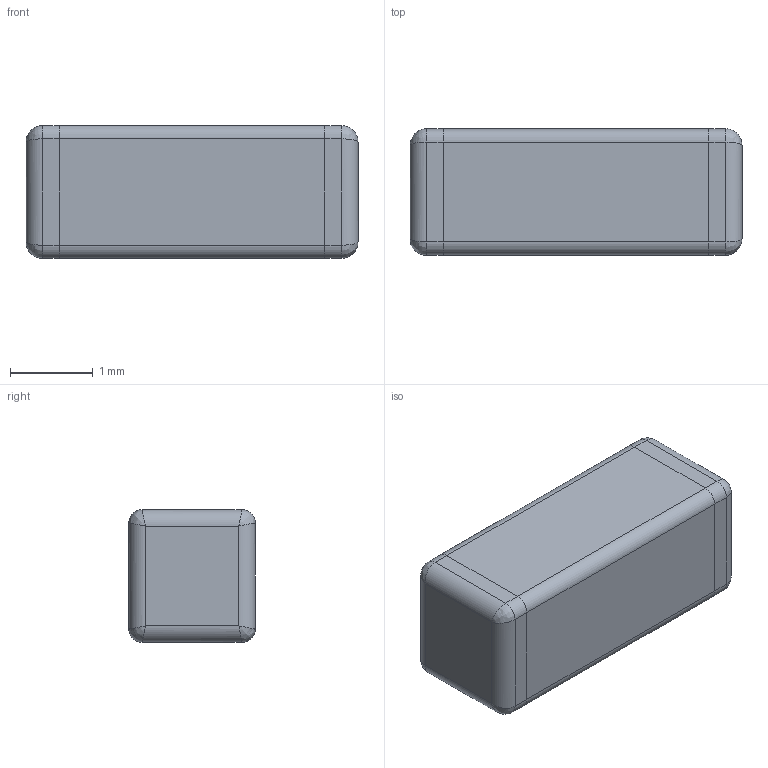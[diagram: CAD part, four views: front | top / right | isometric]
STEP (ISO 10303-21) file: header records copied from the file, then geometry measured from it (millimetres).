
FILE_DESCRIPTION (( 'STEP AP214' ), '1' );
FILE_NAME ('User Library-1206(3216M) Cap.STEP', '2014-02-24T10:50:03', ( 'Windows User' ), ( '' ), 'SwSTEP 2.0', 'SolidWorks 2014', '' );
FILE_SCHEMA (( 'AUTOMOTIVE_DESIGN' ));
Length unit declared in the file: inch
Products named in the file (1): User Library-1206(3216M) Cap
Bounding box: 4 x 1.53 x 1.6 mm (x, y, z)
Volume: 9.6 mm3; surface area: 37.4 mm2
Topology: 3 solids, 3 shells, 115 faces, 293 edges, 182 vertices
Faces by surface type: bspline 56, plane 39, cylinder 20
Entity records: 7118 total; most frequent: CARTESIAN_POINT 3213, ORIENTED_EDGE 570, DIRECTION 317, EDGE_CURVE 285, VERTEX_POINT 182, VECTOR 149, LINE 149, EDGE_LOOP 121
